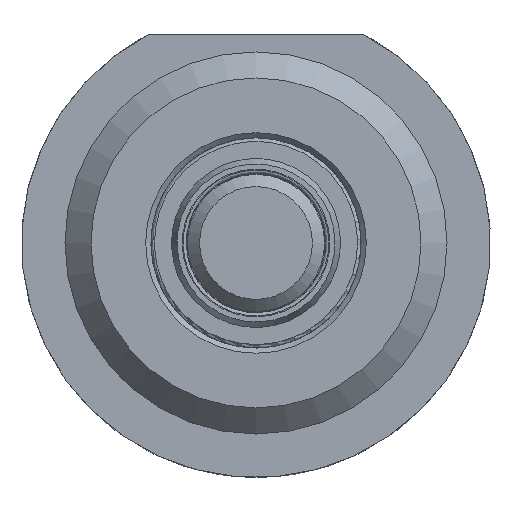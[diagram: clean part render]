
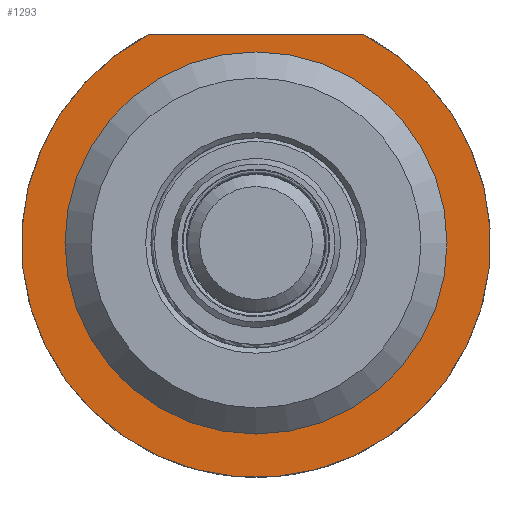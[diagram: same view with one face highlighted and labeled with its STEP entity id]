
A CAD part, front view. The second image highlights one B-rep face of the part: STEP entity #1293.
In plain terms, the highlighted planar face has unit normal (0, -1, 0).
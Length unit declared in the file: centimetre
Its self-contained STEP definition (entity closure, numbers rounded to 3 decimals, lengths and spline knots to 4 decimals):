
#76=LINE($,#2304,#120);
#120=VECTOR($,#1813,1.2369);
#156=PLANE($,#1477);
#238=FACE_BOUND($,#487,.T.);
#338=FACE_OUTER_BOUND($,#486,.T.);
#486=EDGE_LOOP($,(#1146,#1147));
#487=EDGE_LOOP($,(#1148));
#598=CIRCLE($,#1472,1.1);
#600=CIRCLE($,#1476,1.35);
#708=VERTEX_POINT($,#2302);
#709=VERTEX_POINT($,#2303);
#721=VERTEX_POINT($,#2341);
#855=EDGE_CURVE($,#708,#709,#76,.T.);
#868=EDGE_CURVE($,#721,#721,#598,.T.);
#870=EDGE_CURVE($,#709,#708,#600,.T.);
#1146=ORIENTED_EDGE($,*,*,#855,.F.);
#1147=ORIENTED_EDGE($,*,*,#870,.F.);
#1148=ORIENTED_EDGE($,*,*,#868,.T.);
#1293=ADVANCED_FACE($,(#338,#238),#156,.T.);
#1472=AXIS2_PLACEMENT_3D($,#2342,#1861,#1862);
#1476=AXIS2_PLACEMENT_3D($,#2346,#1869,#1870);
#1477=AXIS2_PLACEMENT_3D($,#2347,#1871,#1872);
#1813=DIRECTION($,(1.,0.,0.));
#1861=DIRECTION('center_axis',(0.,1.,0.));
#1862=DIRECTION('ref_axis',(0.,0.,1.));
#1869=DIRECTION('center_axis',(0.,1.,0.));
#1870=DIRECTION('ref_axis',(-0.458,0.,0.889));
#1871=DIRECTION('center_axis',(0.,-1.,0.));
#1872=DIRECTION('ref_axis',(0.,0.,-1.));
#2302=CARTESIAN_POINT('',(-0.6185,-8.925,1.2));
#2303=CARTESIAN_POINT('',(0.6185,-8.925,1.2));
#2304=CARTESIAN_POINT($,(-0.6185,-8.925,1.2));
#2341=CARTESIAN_POINT('',(0.,-8.925,1.1));
#2342=CARTESIAN_POINT('Origin',(0.,-8.925,0.));
#2346=CARTESIAN_POINT('Origin',(0.,-8.925,0.));
#2347=CARTESIAN_POINT('Origin',(0.,-8.925,0.0934));
